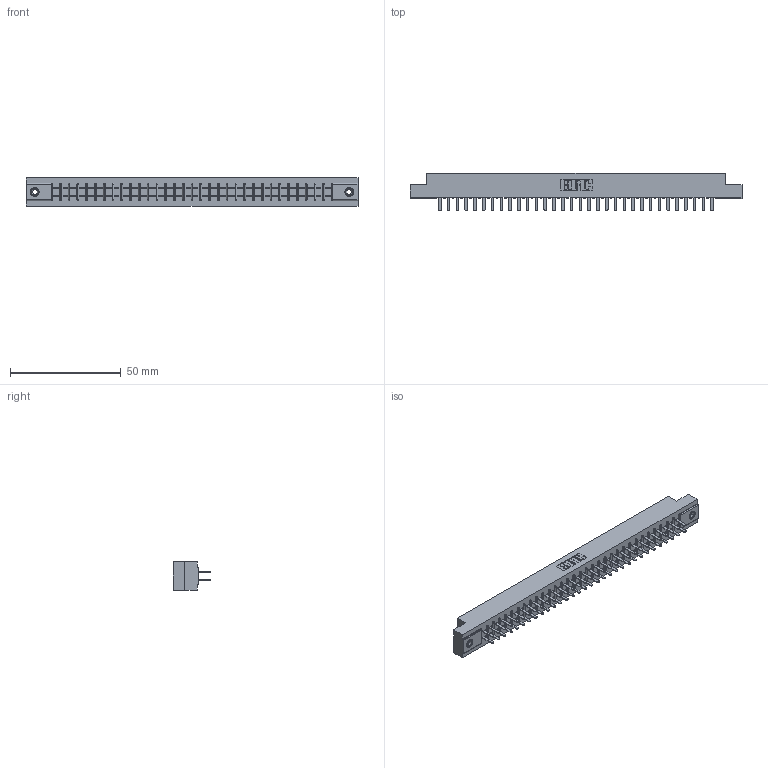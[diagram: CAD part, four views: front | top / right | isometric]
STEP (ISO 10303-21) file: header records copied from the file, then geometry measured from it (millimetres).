
FILE_DESCRIPTION (( 'STEP AP203' ), '1' );
FILE_NAME ('315-064-520-208.STEP', '2019-09-10T20:31:02', ( '' ), ( '' ), 'SwSTEP 2.0', 'SolidWorks 2016', '' );
FILE_SCHEMA (( 'CONFIG_CONTROL_DESIGN' ));
Length unit declared in the file: inch
Products named in the file (4): 305-290-001_520; 305 Part_.156 Dia; 345-250-001_345-250-003-102; 315-064-520-208
Assembly tree (67 placements, depth 2):
  315-064-520-208
    305 Part_.156 Dia
    305-290-001_520  x64
    345-250-001_345-250-003-102  x2
Bounding box: 149.81 x 17.09 x 12.7 mm (x, y, z)
Volume: 15560.1 mm3; surface area: 19628.8 mm2
Topology: 67 solids, 67 shells, 3120 faces, 8868 edges, 5732 vertices
Faces by surface type: plane 1828, cylinder 1148, sphere 128, cone 12, torus 4
Entity records: 36930 total; most frequent: CARTESIAN_POINT 6093, ORIENTED_EDGE 6040, DIRECTION 5912, EDGE_CURVE 3020, VECTOR 2430, LINE 2430, VERTEX_POINT 1922, AXIS2_PLACEMENT_3D 1741
